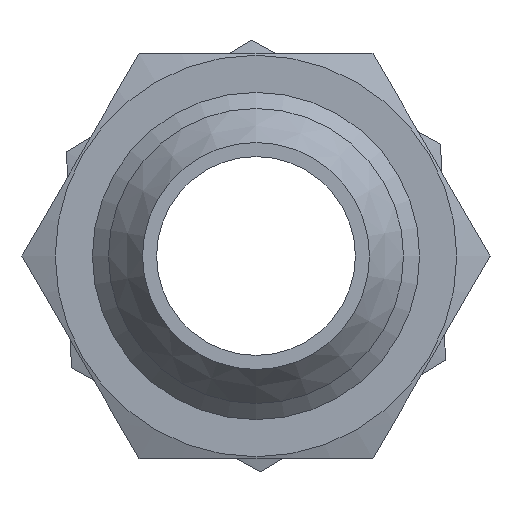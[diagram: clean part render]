
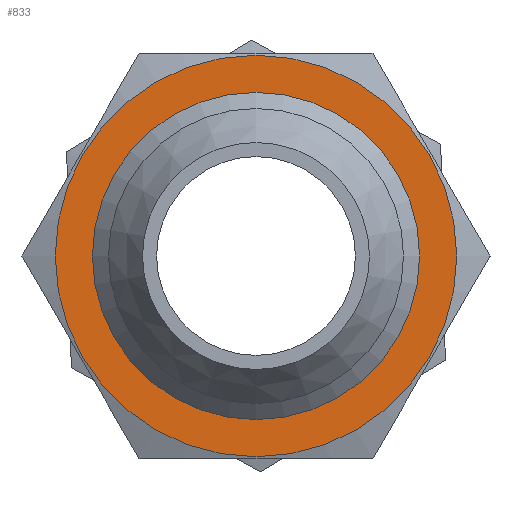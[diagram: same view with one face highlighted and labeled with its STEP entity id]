
A CAD part, left-side view. The second image highlights one B-rep face of the part: STEP entity #833.
In plain terms, the highlighted planar face has unit normal (-1, 0, 0).
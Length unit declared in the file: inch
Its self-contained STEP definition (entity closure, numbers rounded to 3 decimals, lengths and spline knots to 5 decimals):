
#157=FACE_BOUND('',#296,.T.);
#204=FACE_OUTER_BOUND('',#295,.T.);
#295=EDGE_LOOP('',(#660));
#296=EDGE_LOOP('',(#661));
#366=CIRCLE('',#911,0.5985);
#370=CIRCLE('',#920,0.805);
#419=VERTEX_POINT('',#1315);
#429=VERTEX_POINT('',#1352);
#495=EDGE_CURVE('',#419,#419,#366,.T.);
#505=EDGE_CURVE('',#429,#429,#370,.T.);
#660=ORIENTED_EDGE('',*,*,#505,.T.);
#661=ORIENTED_EDGE('',*,*,#495,.F.);
#791=PLANE('',#928);
#833=ADVANCED_FACE('',(#204,#157),#791,.F.);
#911=AXIS2_PLACEMENT_3D('',#1316,#1075,#1076);
#920=AXIS2_PLACEMENT_3D('',#1353,#1093,#1094);
#928=AXIS2_PLACEMENT_3D('',#1391,#1115,#1116);
#1075=DIRECTION('center_axis',(-1.,0.,0.));
#1076=DIRECTION('ref_axis',(0.,0.,-1.));
#1093=DIRECTION('center_axis',(-1.,0.,0.));
#1094=DIRECTION('ref_axis',(0.,1.,0.));
#1115=DIRECTION('center_axis',(1.,0.,0.));
#1116=DIRECTION('ref_axis',(0.,0.,-1.));
#1315=CARTESIAN_POINT('',(0.,0.,0.5985));
#1316=CARTESIAN_POINT('Origin',(0.,0.,0.));
#1352=CARTESIAN_POINT('',(0.,0.805,0.));
#1353=CARTESIAN_POINT('Origin',(0.,0.,0.));
#1391=CARTESIAN_POINT('Origin',(0.,0.,0.));
